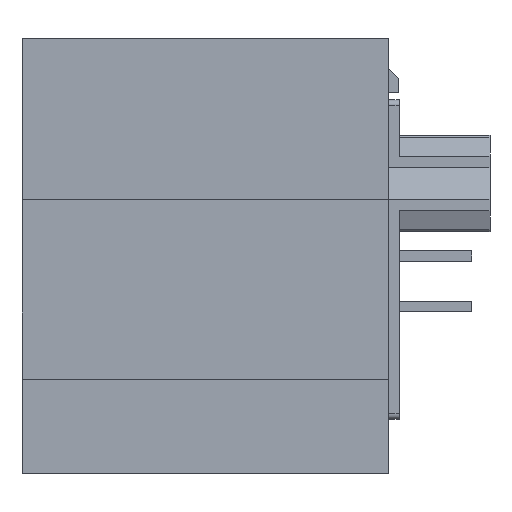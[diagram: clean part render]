
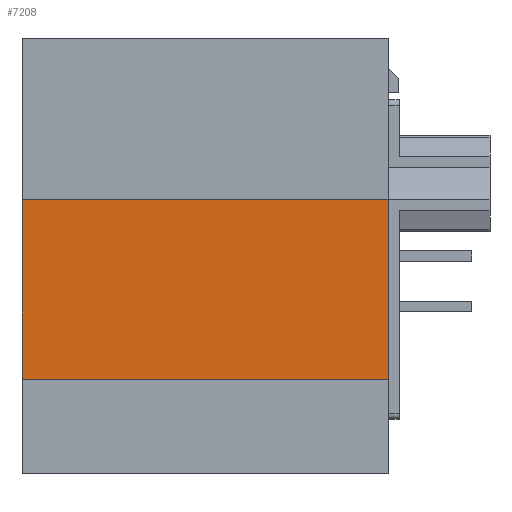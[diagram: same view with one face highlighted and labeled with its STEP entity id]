
A CAD part, left-side view. The second image highlights one B-rep face of the part: STEP entity #7208.
In plain terms, the highlighted planar face has unit normal (-1, 0, 0).
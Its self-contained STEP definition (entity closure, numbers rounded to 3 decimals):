
#1748=DIRECTION('',(0.,0.,-1.));
#1749=VECTOR('',#1748,6.299);
#1750=CARTESIAN_POINT('',(-7.874,6.414,-5.639));
#1751=LINE('',#1750,#1749);
#1780=DIRECTION('',(0.,1.,0.));
#1781=VECTOR('',#1780,12.827);
#1782=CARTESIAN_POINT('',(-7.874,-6.414,-5.639));
#1783=LINE('',#1782,#1781);
#1784=DIRECTION('',(0.,0.,-1.));
#1785=VECTOR('',#1784,6.299);
#1786=CARTESIAN_POINT('',(-7.874,-6.414,-5.639));
#1787=LINE('',#1786,#1785);
#1788=DIRECTION('',(0.,1.,0.));
#1789=VECTOR('',#1788,12.827);
#1790=CARTESIAN_POINT('',(-7.874,-6.414,-11.938));
#1791=LINE('',#1790,#1789);
#4352=CARTESIAN_POINT('',(-7.874,-6.414,-5.639));
#4353=CARTESIAN_POINT('',(-7.874,6.414,-5.639));
#4354=VERTEX_POINT('',#4352);
#4355=VERTEX_POINT('',#4353);
#4356=CARTESIAN_POINT('',(-7.874,-6.414,-11.938));
#4357=CARTESIAN_POINT('',(-7.874,6.414,-11.938));
#4358=VERTEX_POINT('',#4356);
#4359=VERTEX_POINT('',#4357);
#7195=CARTESIAN_POINT('',(-7.874,-6.414,0.));
#7196=DIRECTION('',(-1.,0.,0.));
#7197=DIRECTION('',(0.,1.,0.));
#7198=AXIS2_PLACEMENT_3D('',#7195,#7196,#7197);
#7199=PLANE('',#7198);
#7200=ORIENTED_EDGE('',*,*,#7185,.F.);
#7202=ORIENTED_EDGE('',*,*,#7201,.T.);
#7204=ORIENTED_EDGE('',*,*,#7203,.T.);
#7205=ORIENTED_EDGE('',*,*,#7158,.F.);
#7206=EDGE_LOOP('',(#7200,#7202,#7204,#7205));
#7207=FACE_OUTER_BOUND('',#7206,.F.);
#7208=ADVANCED_FACE('',(#7207),#7199,.T.);
#7158=EDGE_CURVE('',#4355,#4359,#1751,.T.);
#7185=EDGE_CURVE('',#4354,#4355,#1783,.T.);
#7201=EDGE_CURVE('',#4354,#4358,#1787,.T.);
#7203=EDGE_CURVE('',#4358,#4359,#1791,.T.);
